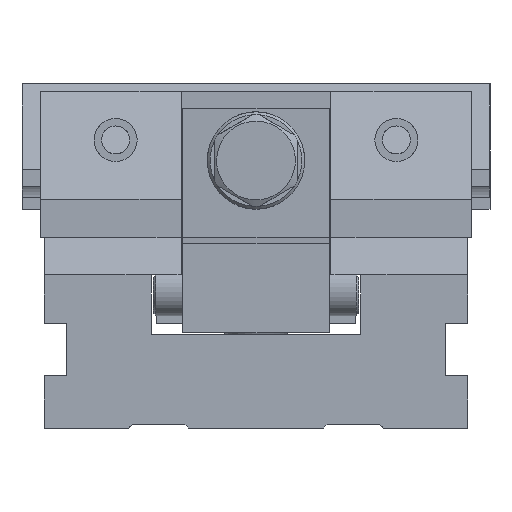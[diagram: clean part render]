
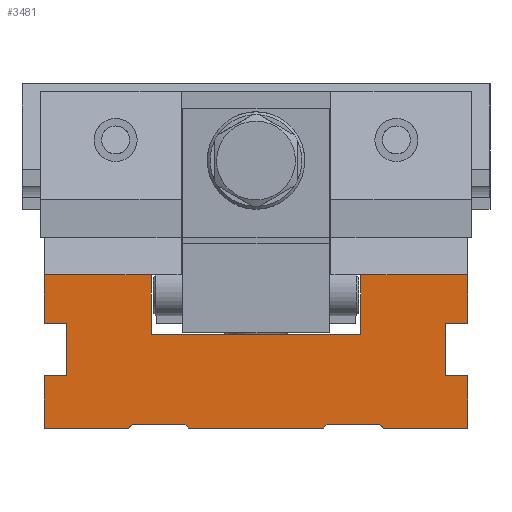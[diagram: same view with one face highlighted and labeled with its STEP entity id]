
A CAD part, left-side view. The second image highlights one B-rep face of the part: STEP entity #3481.
In plain terms, the highlighted planar face has unit normal (-1, 0, 0).
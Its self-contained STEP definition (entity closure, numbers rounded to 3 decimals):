
#3481=ADVANCED_FACE('',(#4103),#3875,.T.);
#3875=PLANE('',#9503);
#4103=FACE_OUTER_BOUND('',#4364,.T.);
#4364=EDGE_LOOP('',(#5233,#5234,#5235,#5236,#5237,#5238,#5239,#5240,#5241,
#5242,#5243,#5244,#5245,#5246,#5247,#5248,#5249,#5250,#5251,#5252,#5253,
#5254,#5255,#5256));
#5233=ORIENTED_EDGE('',*,*,#7574,.F.);
#5234=ORIENTED_EDGE('',*,*,#7575,.T.);
#5235=ORIENTED_EDGE('',*,*,#7528,.F.);
#5236=ORIENTED_EDGE('',*,*,#7576,.F.);
#5237=ORIENTED_EDGE('',*,*,#7577,.F.);
#5238=ORIENTED_EDGE('',*,*,#7578,.F.);
#5239=ORIENTED_EDGE('',*,*,#7579,.F.);
#5240=ORIENTED_EDGE('',*,*,#7580,.T.);
#5241=ORIENTED_EDGE('',*,*,#7581,.T.);
#5242=ORIENTED_EDGE('',*,*,#7582,.F.);
#5243=ORIENTED_EDGE('',*,*,#7583,.T.);
#5244=ORIENTED_EDGE('',*,*,#7502,.T.);
#5245=ORIENTED_EDGE('',*,*,#7584,.T.);
#5246=ORIENTED_EDGE('',*,*,#7585,.F.);
#5247=ORIENTED_EDGE('',*,*,#7586,.T.);
#5248=ORIENTED_EDGE('',*,*,#7495,.T.);
#5249=ORIENTED_EDGE('',*,*,#7573,.T.);
#5250=ORIENTED_EDGE('',*,*,#7587,.F.);
#5251=ORIENTED_EDGE('',*,*,#7588,.F.);
#5252=ORIENTED_EDGE('',*,*,#7589,.F.);
#5253=ORIENTED_EDGE('',*,*,#7506,.T.);
#5254=ORIENTED_EDGE('',*,*,#7590,.T.);
#5255=ORIENTED_EDGE('',*,*,#7591,.F.);
#5256=ORIENTED_EDGE('',*,*,#7592,.F.);
#6864=VERTEX_POINT('',#11998);
#6865=VERTEX_POINT('',#11999);
#6871=VERTEX_POINT('',#12012);
#6872=VERTEX_POINT('',#12014);
#6875=VERTEX_POINT('',#12021);
#6876=VERTEX_POINT('',#12023);
#6897=VERTEX_POINT('',#12069);
#6898=VERTEX_POINT('',#12070);
#6934=VERTEX_POINT('',#12157);
#6935=VERTEX_POINT('',#12161);
#6936=VERTEX_POINT('',#12162);
#6937=VERTEX_POINT('',#12165);
#6938=VERTEX_POINT('',#12167);
#6939=VERTEX_POINT('',#12169);
#6940=VERTEX_POINT('',#12171);
#6941=VERTEX_POINT('',#12173);
#6942=VERTEX_POINT('',#12175);
#6943=VERTEX_POINT('',#12177);
#6944=VERTEX_POINT('',#12180);
#6945=VERTEX_POINT('',#12182);
#6946=VERTEX_POINT('',#12185);
#6947=VERTEX_POINT('',#12187);
#6948=VERTEX_POINT('',#12190);
#6949=VERTEX_POINT('',#12192);
#7495=EDGE_CURVE('',#6864,#6865,#8354,.T.);
#7502=EDGE_CURVE('',#6872,#6871,#8360,.T.);
#7506=EDGE_CURVE('',#6876,#6875,#8364,.T.);
#7528=EDGE_CURVE('',#6897,#6898,#8384,.T.);
#7573=EDGE_CURVE('',#6865,#6934,#8421,.T.);
#7574=EDGE_CURVE('',#6935,#6936,#8422,.T.);
#7575=EDGE_CURVE('',#6935,#6898,#8423,.T.);
#7576=EDGE_CURVE('',#6937,#6897,#8424,.T.);
#7577=EDGE_CURVE('',#6938,#6937,#8425,.T.);
#7578=EDGE_CURVE('',#6939,#6938,#8426,.T.);
#7579=EDGE_CURVE('',#6940,#6939,#8427,.T.);
#7580=EDGE_CURVE('',#6940,#6941,#8428,.T.);
#7581=EDGE_CURVE('',#6941,#6942,#8429,.T.);
#7582=EDGE_CURVE('',#6943,#6942,#8430,.T.);
#7583=EDGE_CURVE('',#6943,#6872,#8431,.T.);
#7584=EDGE_CURVE('',#6871,#6944,#8432,.T.);
#7585=EDGE_CURVE('',#6945,#6944,#8433,.T.);
#7586=EDGE_CURVE('',#6945,#6864,#8434,.T.);
#7587=EDGE_CURVE('',#6946,#6934,#8435,.T.);
#7588=EDGE_CURVE('',#6947,#6946,#8436,.T.);
#7589=EDGE_CURVE('',#6876,#6947,#8437,.T.);
#7590=EDGE_CURVE('',#6875,#6948,#8438,.T.);
#7591=EDGE_CURVE('',#6949,#6948,#8439,.T.);
#7592=EDGE_CURVE('',#6936,#6949,#8440,.T.);
#8354=LINE('',#11997,#8916);
#8360=LINE('',#12013,#8922);
#8364=LINE('',#12022,#8926);
#8384=LINE('',#12068,#8946);
#8421=LINE('',#12158,#8983);
#8422=LINE('',#12160,#8984);
#8423=LINE('',#12163,#8985);
#8424=LINE('',#12164,#8986);
#8425=LINE('',#12166,#8987);
#8426=LINE('',#12168,#8988);
#8427=LINE('',#12170,#8989);
#8428=LINE('',#12172,#8990);
#8429=LINE('',#12174,#8991);
#8430=LINE('',#12176,#8992);
#8431=LINE('',#12178,#8993);
#8432=LINE('',#12179,#8994);
#8433=LINE('',#12181,#8995);
#8434=LINE('',#12183,#8996);
#8435=LINE('',#12184,#8997);
#8436=LINE('',#12186,#8998);
#8437=LINE('',#12188,#8999);
#8438=LINE('',#12189,#9000);
#8439=LINE('',#12191,#9001);
#8440=LINE('',#12193,#9002);
#8916=VECTOR('',#10132,1.);
#8922=VECTOR('',#10142,1.);
#8926=VECTOR('',#10148,1.);
#8946=VECTOR('',#10178,1.);
#8983=VECTOR('',#10245,1.);
#8984=VECTOR('',#10248,1.);
#8985=VECTOR('',#10249,1.);
#8986=VECTOR('',#10250,1.);
#8987=VECTOR('',#10251,1.);
#8988=VECTOR('',#10252,1.);
#8989=VECTOR('',#10253,1.);
#8990=VECTOR('',#10254,1.);
#8991=VECTOR('',#10255,1.);
#8992=VECTOR('',#10256,1.);
#8993=VECTOR('',#10257,1.);
#8994=VECTOR('',#10258,1.);
#8995=VECTOR('',#10259,1.);
#8996=VECTOR('',#10260,1.);
#8997=VECTOR('',#10261,1.);
#8998=VECTOR('',#10262,1.);
#8999=VECTOR('',#10263,1.);
#9000=VECTOR('',#10264,1.);
#9001=VECTOR('',#10265,1.);
#9002=VECTOR('',#10266,1.);
#9503=AXIS2_PLACEMENT_3D('',#12194,#10267,#10268);
#10132=DIRECTION('',(0.,-1.,0.));
#10142=DIRECTION('',(0.,-1.,0.));
#10148=DIRECTION('',(0.,0.,1.));
#10178=DIRECTION('',(0.,0.,1.));
#10245=DIRECTION('',(0.,0.,1.));
#10248=DIRECTION('',(0.,0.,-1.));
#10249=DIRECTION('',(0.,1.,0.));
#10250=DIRECTION('',(0.,1.,0.));
#10251=DIRECTION('',(0.,0.,1.));
#10252=DIRECTION('',(0.,-1.,0.));
#10253=DIRECTION('',(0.,0.,1.));
#10254=DIRECTION('',(0.,-1.,0.));
#10255=DIRECTION('',(0.,-0.707,0.707));
#10256=DIRECTION('',(0.,1.,0.));
#10257=DIRECTION('',(0.,-0.707,-0.707));
#10258=DIRECTION('',(0.,-0.707,0.707));
#10259=DIRECTION('',(0.,1.,0.));
#10260=DIRECTION('',(0.,-0.707,-0.707));
#10261=DIRECTION('',(0.,-1.,0.));
#10262=DIRECTION('',(0.,0.,-1.));
#10263=DIRECTION('',(0.,1.,0.));
#10264=DIRECTION('',(0.,1.,0.));
#10265=DIRECTION('',(0.,0.,1.));
#10266=DIRECTION('',(0.,-1.,0.));
#10267=DIRECTION('',(-1.,0.,0.));
#10268=DIRECTION('',(0.,0.,1.));
#11997=CARTESIAN_POINT('',(-221.046,58.,18.573));
#11998=CARTESIAN_POINT('',(-221.046,24.,18.573));
#11999=CARTESIAN_POINT('',(-221.046,1.5,18.573));
#12012=CARTESIAN_POINT('',(-221.046,40.,18.573));
#12013=CARTESIAN_POINT('',(-221.046,58.,18.573));
#12014=CARTESIAN_POINT('',(-221.046,76.,18.573));
#12021=CARTESIAN_POINT('',(-221.046,1.5,59.573));
#12022=CARTESIAN_POINT('',(-221.046,1.5,18.573));
#12023=CARTESIAN_POINT('',(-221.046,1.5,46.573));
#12068=CARTESIAN_POINT('',(-221.046,114.5,18.573));
#12069=CARTESIAN_POINT('',(-221.046,114.5,46.573));
#12070=CARTESIAN_POINT('',(-221.046,114.5,59.573));
#12157=CARTESIAN_POINT('',(-221.046,1.5,32.573));
#12158=CARTESIAN_POINT('',(-221.046,1.5,18.573));
#12160=CARTESIAN_POINT('',(-221.046,86.,18.573));
#12161=CARTESIAN_POINT('',(-221.046,86.,59.573));
#12162=CARTESIAN_POINT('',(-221.046,86.,43.573));
#12163=CARTESIAN_POINT('',(-221.046,58.,59.573));
#12164=CARTESIAN_POINT('',(-221.046,58.,46.573));
#12165=CARTESIAN_POINT('',(-221.046,108.5,46.573));
#12166=CARTESIAN_POINT('',(-221.046,108.5,18.573));
#12167=CARTESIAN_POINT('',(-221.046,108.5,32.573));
#12168=CARTESIAN_POINT('',(-221.046,58.,32.573));
#12169=CARTESIAN_POINT('',(-221.046,114.5,32.573));
#12170=CARTESIAN_POINT('',(-221.046,114.5,18.573));
#12171=CARTESIAN_POINT('',(-221.046,114.5,18.573));
#12172=CARTESIAN_POINT('',(-221.046,58.,18.573));
#12173=CARTESIAN_POINT('',(-221.046,92.,18.573));
#12174=CARTESIAN_POINT('',(-221.046,75.,35.573));
#12175=CARTESIAN_POINT('',(-221.046,91.,19.573));
#12176=CARTESIAN_POINT('',(-221.046,58.,19.573));
#12177=CARTESIAN_POINT('',(-221.046,77.,19.573));
#12178=CARTESIAN_POINT('',(-221.046,67.,9.573));
#12179=CARTESIAN_POINT('',(-221.046,49.,9.573));
#12180=CARTESIAN_POINT('',(-221.046,39.,19.573));
#12181=CARTESIAN_POINT('',(-221.046,58.,19.573));
#12182=CARTESIAN_POINT('',(-221.046,25.,19.573));
#12183=CARTESIAN_POINT('',(-221.046,41.,35.573));
#12184=CARTESIAN_POINT('',(-221.046,58.,32.573));
#12185=CARTESIAN_POINT('',(-221.046,7.5,32.573));
#12186=CARTESIAN_POINT('',(-221.046,7.5,18.573));
#12187=CARTESIAN_POINT('',(-221.046,7.5,46.573));
#12188=CARTESIAN_POINT('',(-221.046,58.,46.573));
#12189=CARTESIAN_POINT('',(-221.046,58.,59.573));
#12190=CARTESIAN_POINT('',(-221.046,30.,59.573));
#12191=CARTESIAN_POINT('',(-221.046,30.,18.573));
#12192=CARTESIAN_POINT('',(-221.046,30.,43.573));
#12193=CARTESIAN_POINT('',(-221.046,58.,43.573));
#12194=CARTESIAN_POINT('',(-221.046,58.,18.573));
